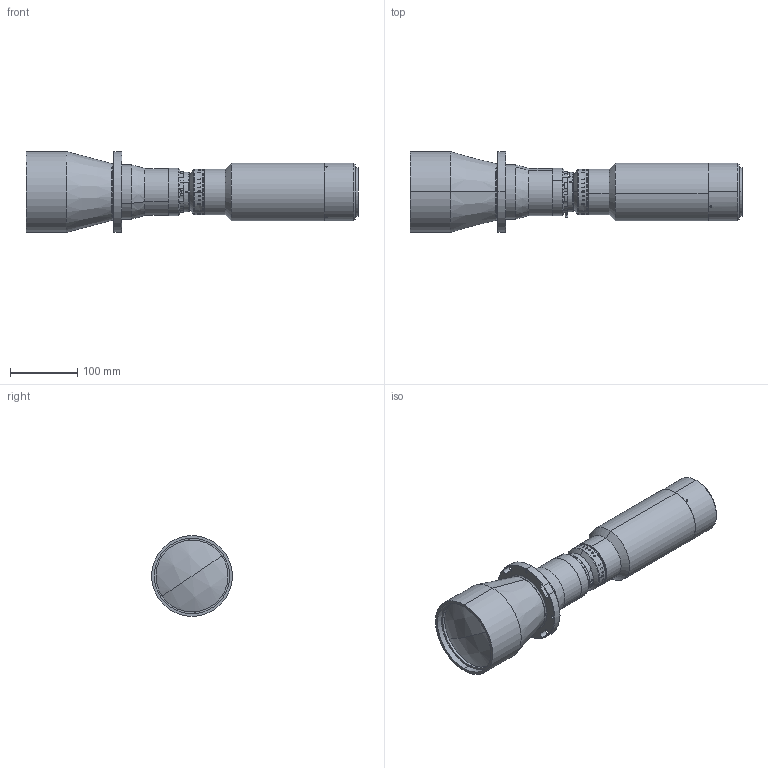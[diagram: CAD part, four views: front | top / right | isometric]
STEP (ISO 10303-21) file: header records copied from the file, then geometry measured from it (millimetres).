
FILE_DESCRIPTION (( 'STEP AP203' ), '1' );
FILE_NAME ('XF-PTL09257-M72-11.48-VI.STEP', '2019-06-13T06:51:34', ( 'canrill005' ), ( '' ), 'SwSTEP 2.0', 'SolidWorks 2014', '' );
FILE_SCHEMA (( 'CONFIG_CONTROL_DESIGN' ));
Length unit declared in the file: millimetre
Products named in the file (2): XF-PTL09257-M72-11.48-VI
Bounding box: 492.9 x 120 x 120 mm (x, y, z)
Surface area: 197491.9 mm2 (no closed solid volume)
Topology: 0 solids, 71 shells, 281 faces, 1864 edges, 1632 vertices
Faces by surface type: cylinder 183, plane 49, cone 38, bspline 5, torus 4, sphere 2
Entity records: 30752 total; most frequent: CARTESIAN_POINT 17539, DIRECTION 2498, ORIENTED_EDGE 2308, EDGE_CURVE 1864, VERTEX_POINT 1632, AXIS2_PLACEMENT_3D 976, CIRCLE 698, B_SPLINE_CURVE_WITH_KNOTS 620
